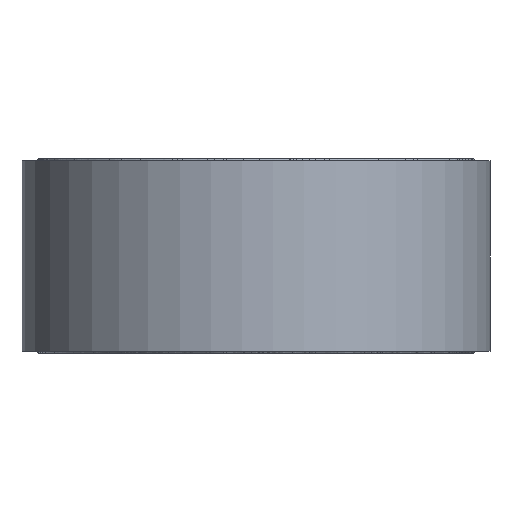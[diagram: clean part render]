
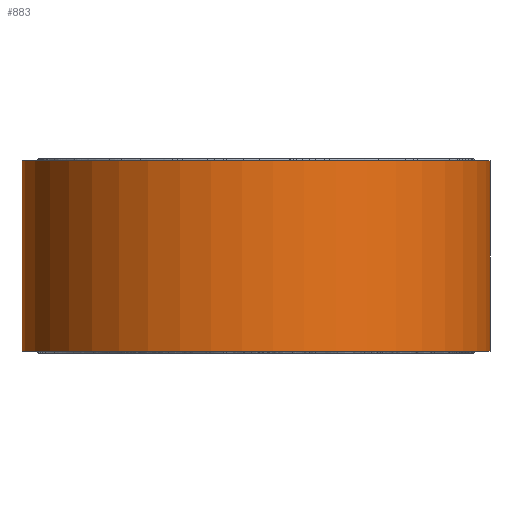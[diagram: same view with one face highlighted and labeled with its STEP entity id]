
A CAD part, front view. The second image highlights one B-rep face of the part: STEP entity #883.
In plain terms, the highlighted free-form (B-spline) face has degree [2, 1] with [5, 2] control points.
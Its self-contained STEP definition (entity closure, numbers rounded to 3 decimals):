
#703 = VERTEX_POINT('',#704);
#704 = CARTESIAN_POINT('',(36.422,0.,-14.839));
#705 = VERTEX_POINT('',#706);
#706 = CARTESIAN_POINT('',(-36.422,0.,
    -14.839));
#714 = EDGE_CURVE('',#705,#715,#717,.T.);
#715 = VERTEX_POINT('',#716);
#716 = CARTESIAN_POINT('',(-36.422,0.,
    14.839));
#717 = B_SPLINE_CURVE_WITH_KNOTS('',1,(#718,#719),.UNSPECIFIED.,.F.,.F.,
  (2,2),(-76.317,-43.317),.PIECEWISE_BEZIER_KNOTS.);
#718 = CARTESIAN_POINT('',(-36.422,0.,
    -14.839));
#719 = CARTESIAN_POINT('',(-36.422,0.,
    14.839));
#722 = VERTEX_POINT('',#723);
#723 = CARTESIAN_POINT('',(36.422,0.,14.839));
#731 = EDGE_CURVE('',#703,#722,#732,.T.);
#732 = B_SPLINE_CURVE_WITH_KNOTS('',1,(#733,#734),.UNSPECIFIED.,.F.,.F.,
  (2,2),(-76.317,-43.317),.PIECEWISE_BEZIER_KNOTS.);
#733 = CARTESIAN_POINT('',(36.422,0.,-14.839));
#734 = CARTESIAN_POINT('',(36.422,0.,14.839));
#871 = EDGE_CURVE('',#705,#703,#872,.T.);
#872 = ( BOUNDED_CURVE() B_SPLINE_CURVE(2,(#873,#874,#875,#876,#877),
.UNSPECIFIED.,.F.,.F.) B_SPLINE_CURVE_WITH_KNOTS((3,2,3),(3.142,
4.712,6.283),.PIECEWISE_BEZIER_KNOTS.) CURVE() 
GEOMETRIC_REPRESENTATION_ITEM() RATIONAL_B_SPLINE_CURVE((1.,
0.707,1.,0.707,1.)) REPRESENTATION_ITEM('') );
#873 = CARTESIAN_POINT('',(-36.422,0.,
    -14.839));
#874 = CARTESIAN_POINT('',(-36.422,-36.422,
    -14.839));
#875 = CARTESIAN_POINT('',(0.,-36.422,
    -14.839));
#876 = CARTESIAN_POINT('',(36.422,-36.422,
    -14.839));
#877 = CARTESIAN_POINT('',(36.422,0.,
    -14.839));
#883 = ADVANCED_FACE('',(#884),#897,.T.);
#884 = FACE_BOUND('',#885,.T.);
#885 = EDGE_LOOP('',(#886,#887,#888,#889));
#886 = ORIENTED_EDGE('',*,*,#714,.F.);
#887 = ORIENTED_EDGE('',*,*,#871,.T.);
#888 = ORIENTED_EDGE('',*,*,#731,.T.);
#889 = ORIENTED_EDGE('',*,*,#890,.F.);
#890 = EDGE_CURVE('',#715,#722,#891,.T.);
#891 = ( BOUNDED_CURVE() B_SPLINE_CURVE(2,(#892,#893,#894,#895,#896),
.UNSPECIFIED.,.F.,.F.) B_SPLINE_CURVE_WITH_KNOTS((3,2,3),(3.142,
4.712,6.283),.PIECEWISE_BEZIER_KNOTS.) CURVE() 
GEOMETRIC_REPRESENTATION_ITEM() RATIONAL_B_SPLINE_CURVE((1.,
0.707,1.,0.707,1.)) REPRESENTATION_ITEM('') );
#892 = CARTESIAN_POINT('',(-36.422,0.,
    14.839));
#893 = CARTESIAN_POINT('',(-36.422,-36.422,
    14.839));
#894 = CARTESIAN_POINT('',(0.,-36.422,
    14.839));
#895 = CARTESIAN_POINT('',(36.422,-36.422,
    14.839));
#896 = CARTESIAN_POINT('',(36.422,0.,
    14.839));
#897 = ( BOUNDED_SURFACE() B_SPLINE_SURFACE(2,1,(
    (#898,#899)
    ,(#900,#901)
    ,(#902,#903)
    ,(#904,#905)
,(#906,#907
    )),.UNSPECIFIED.,.F.,.F.,.F.) B_SPLINE_SURFACE_WITH_KNOTS((3,2,3),(2
    ,2),(3.142,4.712,6.283),(-76.317,
    -43.317),.PIECEWISE_BEZIER_KNOTS.) 
GEOMETRIC_REPRESENTATION_ITEM() RATIONAL_B_SPLINE_SURFACE((
    (1.,1.)
    ,(0.707,0.707)
    ,(1.,1.)
    ,(0.707,0.707)
,(1.,1.))) REPRESENTATION_ITEM('') SURFACE() );
#898 = CARTESIAN_POINT('',(-36.422,0.,
    -14.839));
#899 = CARTESIAN_POINT('',(-36.422,0.,
    14.839));
#900 = CARTESIAN_POINT('',(-36.422,-36.422,
    -14.839));
#901 = CARTESIAN_POINT('',(-36.422,-36.422,
    14.839));
#902 = CARTESIAN_POINT('',(0.,-36.422,
    -14.839));
#903 = CARTESIAN_POINT('',(0.,-36.422,
    14.839));
#904 = CARTESIAN_POINT('',(36.422,-36.422,
    -14.839));
#905 = CARTESIAN_POINT('',(36.422,-36.422,
    14.839));
#906 = CARTESIAN_POINT('',(36.422,0.,
    -14.839));
#907 = CARTESIAN_POINT('',(36.422,0.,
    14.839));
